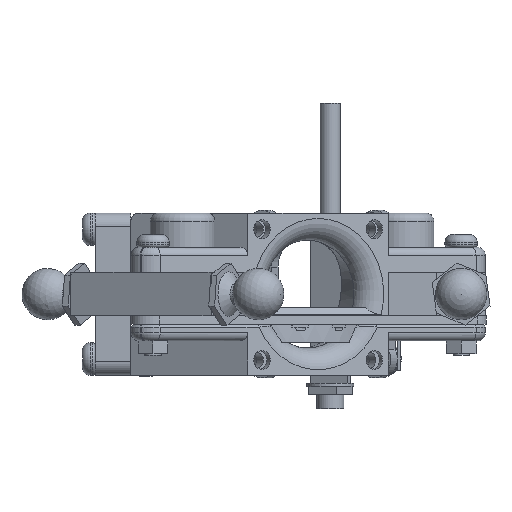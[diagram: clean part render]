
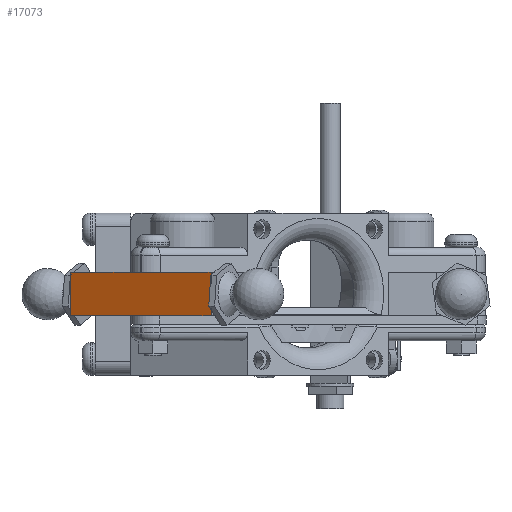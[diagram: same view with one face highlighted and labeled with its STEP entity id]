
A CAD part, left-side view. The second image highlights one B-rep face of the part: STEP entity #17073.
In plain terms, the highlighted planar face has unit normal (-0.866, 0.5, 0).
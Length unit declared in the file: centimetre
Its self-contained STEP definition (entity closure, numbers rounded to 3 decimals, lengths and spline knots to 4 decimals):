
#2644=PLANE('',#18011);
#3339=VECTOR('',#19494,1.);
#3347=VECTOR('',#19551,1.);
#3348=VECTOR('',#19558,1.);
#3349=VECTOR('',#19560,1.);
#3350=VECTOR('',#19561,1.);
#3351=VECTOR('',#19562,1.);
#3352=VECTOR('',#19563,1.);
#4778=LINE('',#23313,#3339);
#4786=LINE('',#23362,#3347);
#4787=LINE('',#23368,#3348);
#4788=LINE('',#23370,#3349);
#4789=LINE('',#23372,#3350);
#4790=LINE('',#23374,#3351);
#4791=LINE('',#23376,#3352);
#6259=VERTEX_POINT('',#23303);
#6262=VERTEX_POINT('',#23312);
#6277=VERTEX_POINT('',#23363);
#6278=VERTEX_POINT('',#23367);
#6279=VERTEX_POINT('',#23371);
#6280=VERTEX_POINT('',#23373);
#6281=VERTEX_POINT('',#23375);
#6282=VERTEX_POINT('',#23377);
#8205=EDGE_CURVE('',#6262,#6259,#4778,.T.);
#8232=EDGE_CURVE('',#6259,#6277,#4786,.T.);
#8235=EDGE_CURVE('',#6278,#6262,#4787,.T.);
#8236=EDGE_CURVE('',#6278,#6279,#4788,.T.);
#8237=EDGE_CURVE('',#6280,#6279,#4789,.T.);
#8238=EDGE_CURVE('',#6280,#6281,#4790,.T.);
#8239=EDGE_CURVE('',#6281,#6282,#4791,.T.);
#8240=EDGE_CURVE('',#6282,#6277,#4788,.T.);
#10501=ORIENTED_EDGE('',*,*,#8205,.F.);
#10502=ORIENTED_EDGE('',*,*,#8235,.F.);
#10503=ORIENTED_EDGE('',*,*,#8236,.T.);
#10504=ORIENTED_EDGE('',*,*,#8237,.F.);
#10505=ORIENTED_EDGE('',*,*,#8238,.T.);
#10506=ORIENTED_EDGE('',*,*,#8239,.T.);
#10507=ORIENTED_EDGE('',*,*,#8240,.T.);
#10508=ORIENTED_EDGE('',*,*,#8232,.F.);
#14742=EDGE_LOOP('',(#10501,#10502,#10503,#10504,#10505,#10506,#10507,#10508));
#15917=FACE_BOUND('',#14742,.T.);
#17073=ADVANCED_FACE('',(#15917),#2644,.T.);
#18011=AXIS2_PLACEMENT_3D('',#23369,#19559,$);
#19494=DIRECTION('',(-0.5,-0.866,0.));
#19551=DIRECTION('',(0.,0.,-1.));
#19558=DIRECTION('',(0.,0.,1.));
#19559=DIRECTION('',(-0.866,0.5,0.));
#19560=DIRECTION('',(0.5,0.866,0.));
#19561=DIRECTION('',(0.,0.,1.));
#19562=DIRECTION('',(-0.5,-0.866,0.));
#19563=DIRECTION('',(0.,0.,1.));
#23303=CARTESIAN_POINT('',(-3.686,2.1156,0.715));
#23312=CARTESIAN_POINT('',(-3.6752,2.1344,0.715));
#23313=CARTESIAN_POINT('',(-3.6806,2.125,0.715));
#23362=CARTESIAN_POINT('',(-3.686,2.1156,-0.4));
#23363=CARTESIAN_POINT('',(-3.686,2.1156,0.4));
#23367=CARTESIAN_POINT('',(-3.6752,2.1344,0.4));
#23368=CARTESIAN_POINT('',(-3.6752,2.1344,-0.4));
#23369=CARTESIAN_POINT('',(-3.6806,2.125,-0.4));
#23370=CARTESIAN_POINT('',(-2.9306,3.424,0.4));
#23371=CARTESIAN_POINT('',(-2.9306,3.424,0.4));
#23372=CARTESIAN_POINT('',(-2.9306,3.424,-0.4));
#23373=CARTESIAN_POINT('',(-2.9306,3.424,-0.4));
#23374=CARTESIAN_POINT('',(-2.9306,3.424,-0.4));
#23375=CARTESIAN_POINT('',(-4.4306,0.826,-0.4));
#23376=CARTESIAN_POINT('',(-4.4306,0.826,-0.4));
#23377=CARTESIAN_POINT('',(-4.4306,0.826,0.4));
